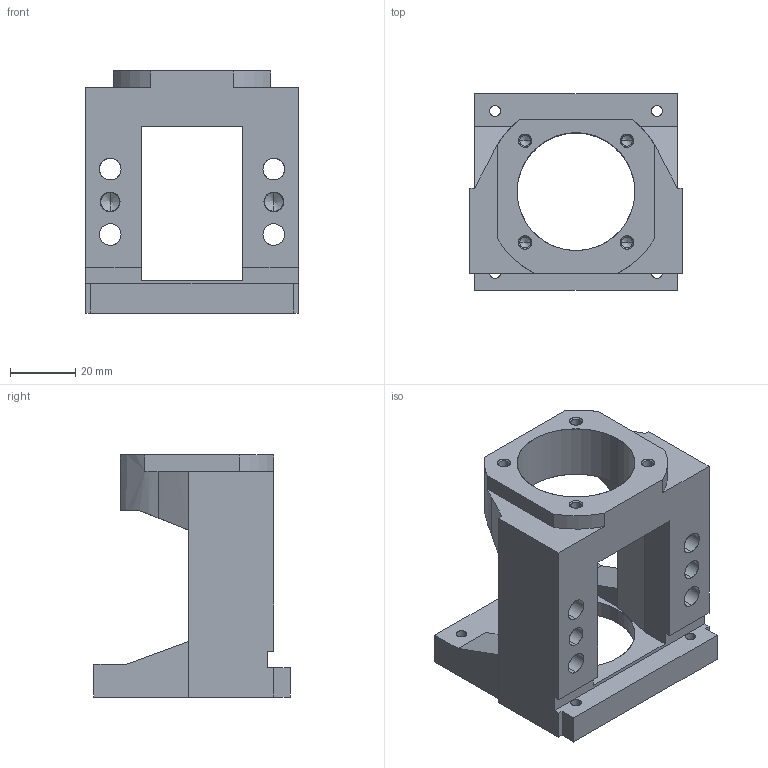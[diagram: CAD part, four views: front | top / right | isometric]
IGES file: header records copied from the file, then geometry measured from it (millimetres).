
Start section: SolidWorks IGES file using analytic representation for surfaces
Global section: file name: MBA12-DP.IGS,1; native system: 5HSolidWorks 2011; preprocessor: SolidWorks 2011; author: 117; date: 110929.085438; units: millimetre
Bounding box: 65 x 60 x 74 mm (x, y, z)
Surface area: 27535.1 mm2 (no closed solid volume)
Topology: 0 solids, 0 shells, 125 faces, 2048 edges, 2036 vertices
Faces by surface type: revolution 80, bspline 45
